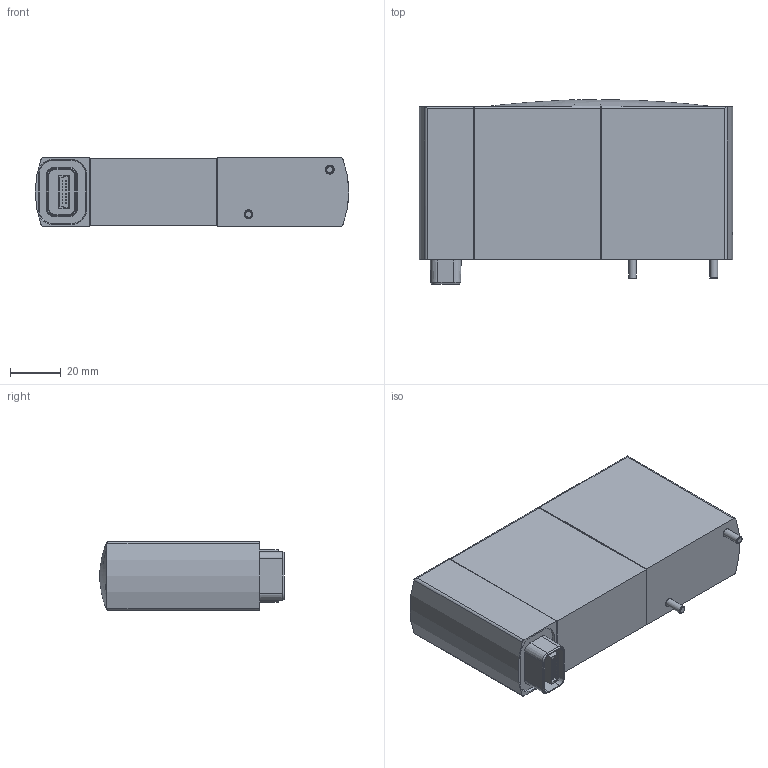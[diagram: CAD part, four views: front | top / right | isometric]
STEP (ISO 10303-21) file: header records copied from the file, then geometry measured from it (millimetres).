
FILE_DESCRIPTION(/* description */ ('STEP AP214'),/* implementation_level */ '2;1');
FILE_NAME(/* name */ '8047503_VEVM-S1-27-B-C-F-1T1L',/* time_stamp */ '2024-09-16T09:15:49+02:00',/* author */ ('License CC BY-ND 4.0'),/* organization */ ('CADENAS'),/* preprocessor_version */ 'ST-DEVELOPER v19.3',/* originating_system */ 'PARTsolutions',/* authorisation */ ' ');
FILE_SCHEMA (('AUTOMOTIVE_DESIGN {1 0 10303 214 3 1 1}'));
Length unit declared in the file: millimetre
Products named in the file (3): 8047503 VEVM-S1-27-B-C-F-1T1L; 8047503 VEVM-S1-27-B-C-F-1T1L---(part); 2569136 F-M3X62-10.9
Assembly tree (3 placements, depth 2):
  8047503 VEVM-S1-27-B-C-F-1T1L
    8047503 VEVM-S1-27-B-C-F-1T1L---(part)
    2569136 F-M3X62-10.9  x2
Bounding box: 123.4 x 72.57 x 27 mm (x, y, z)
Volume: 199193.1 mm3; surface area: 28845.4 mm2
Topology: 3 solids, 3 shells, 286 faces, 665 edges, 417 vertices
Faces by surface type: plane 204, cone 36, cylinder 33, torus 13
Full cylindrical faces by diameter (mm): 2.6 x2, 3 x2, 3.5 x2, 7 x2, 7.6 x2
Entity records: 8202 total; most frequent: CARTESIAN_POINT 1352, ORIENTED_EDGE 1096, DIRECTION 1090, EDGE_CURVE 548, LINE 410, VECTOR 410, VERTEX_POINT 360, AXIS2_PLACEMENT_3D 340
